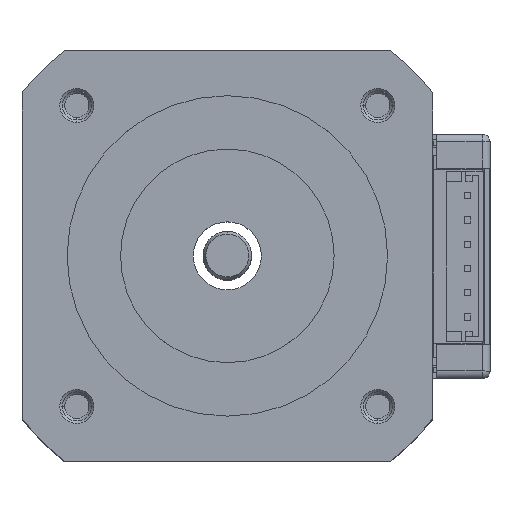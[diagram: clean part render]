
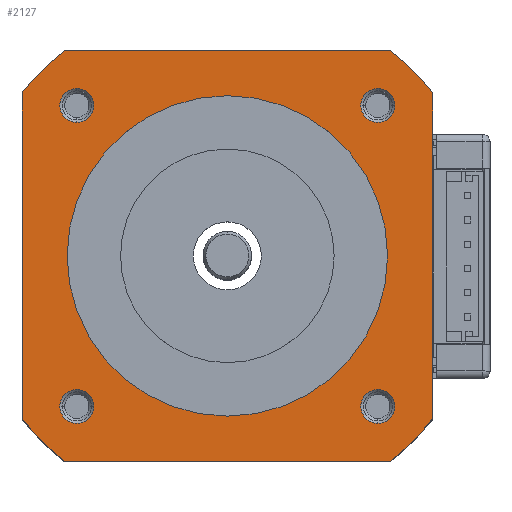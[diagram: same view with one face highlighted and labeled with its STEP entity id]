
A CAD part, top view. The second image highlights one B-rep face of the part: STEP entity #2127.
In plain terms, the highlighted face is planar.
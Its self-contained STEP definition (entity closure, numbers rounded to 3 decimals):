
#964=CARTESIAN_POINT('',(0.,0.,0.));
#965=DIRECTION('',(0.,1.,0.));
#966=DIRECTION('',(-0.622,0.,-0.783));
#967=AXIS2_PLACEMENT_3D('',#964,#965,#966);
#969=DIRECTION('',(0.,0.,1.));
#970=VECTOR('',#969,33.567);
#971=CARTESIAN_POINT('',(-21.15,0.,-16.783));
#972=LINE('',#971,#970);
#973=CARTESIAN_POINT('',(0.,0.,0.));
#974=DIRECTION('',(0.,1.,0.));
#975=DIRECTION('',(-0.783,0.,0.622));
#976=AXIS2_PLACEMENT_3D('',#973,#974,#975);
#978=DIRECTION('',(1.,0.,0.));
#979=VECTOR('',#978,33.567);
#980=CARTESIAN_POINT('',(-16.783,0.,21.15));
#981=LINE('',#980,#979);
#982=CARTESIAN_POINT('',(0.,0.,0.));
#983=DIRECTION('',(0.,1.,0.));
#984=DIRECTION('',(0.622,0.,0.783));
#985=AXIS2_PLACEMENT_3D('',#982,#983,#984);
#987=DIRECTION('',(0.,0.,-1.));
#988=VECTOR('',#987,33.567);
#989=CARTESIAN_POINT('',(21.15,0.,16.783));
#990=LINE('',#989,#988);
#991=CARTESIAN_POINT('',(0.,0.,0.));
#992=DIRECTION('',(0.,1.,0.));
#993=DIRECTION('',(0.783,0.,-0.622));
#994=AXIS2_PLACEMENT_3D('',#991,#992,#993);
#996=DIRECTION('',(-1.,0.,0.));
#997=VECTOR('',#996,33.567);
#998=CARTESIAN_POINT('',(16.783,0.,-21.15));
#999=LINE('',#998,#997);
#1000=CARTESIAN_POINT('',(0.,0.,0.));
#1001=DIRECTION('',(0.,1.,0.));
#1002=DIRECTION('',(0.,0.,1.));
#1003=AXIS2_PLACEMENT_3D('',#1000,#1001,#1002);
#1005=CARTESIAN_POINT('',(0.,0.,0.));
#1006=DIRECTION('',(0.,1.,0.));
#1007=DIRECTION('',(0.,0.,-1.));
#1008=AXIS2_PLACEMENT_3D('',#1005,#1006,#1007);
#1010=CARTESIAN_POINT('',(-15.5,0.,-15.5));
#1011=DIRECTION('',(0.,-1.,0.));
#1012=DIRECTION('',(1.,0.,0.));
#1013=AXIS2_PLACEMENT_3D('',#1010,#1011,#1012);
#1015=CARTESIAN_POINT('',(-15.5,0.,-15.5));
#1016=DIRECTION('',(0.,-1.,0.));
#1017=DIRECTION('',(-1.,0.,0.));
#1018=AXIS2_PLACEMENT_3D('',#1015,#1016,#1017);
#1020=CARTESIAN_POINT('',(-15.5,0.,15.5));
#1021=DIRECTION('',(0.,-1.,0.));
#1022=DIRECTION('',(0.,0.,-1.));
#1023=AXIS2_PLACEMENT_3D('',#1020,#1021,#1022);
#1025=CARTESIAN_POINT('',(-15.5,0.,15.5));
#1026=DIRECTION('',(0.,-1.,0.));
#1027=DIRECTION('',(0.,0.,1.));
#1028=AXIS2_PLACEMENT_3D('',#1025,#1026,#1027);
#1030=CARTESIAN_POINT('',(15.5,0.,15.5));
#1031=DIRECTION('',(0.,-1.,0.));
#1032=DIRECTION('',(-1.,0.,0.));
#1033=AXIS2_PLACEMENT_3D('',#1030,#1031,#1032);
#1035=CARTESIAN_POINT('',(15.5,0.,15.5));
#1036=DIRECTION('',(0.,-1.,0.));
#1037=DIRECTION('',(1.,0.,0.));
#1038=AXIS2_PLACEMENT_3D('',#1035,#1036,#1037);
#1040=CARTESIAN_POINT('',(15.5,0.,-15.5));
#1041=DIRECTION('',(0.,-1.,0.));
#1042=DIRECTION('',(0.,0.,1.));
#1043=AXIS2_PLACEMENT_3D('',#1040,#1041,#1042);
#1045=CARTESIAN_POINT('',(15.5,0.,-15.5));
#1046=DIRECTION('',(0.,-1.,0.));
#1047=DIRECTION('',(0.,0.,-1.));
#1048=AXIS2_PLACEMENT_3D('',#1045,#1046,#1047);
#1818=CARTESIAN_POINT('',(-16.783,0.,-21.15));
#1819=CARTESIAN_POINT('',(-21.15,0.,-16.783));
#1820=VERTEX_POINT('',#1818);
#1821=VERTEX_POINT('',#1819);
#1822=CARTESIAN_POINT('',(-21.15,0.,16.783));
#1823=VERTEX_POINT('',#1822);
#1824=CARTESIAN_POINT('',(-16.783,0.,21.15));
#1825=VERTEX_POINT('',#1824);
#1826=CARTESIAN_POINT('',(16.783,0.,21.15));
#1827=VERTEX_POINT('',#1826);
#1828=CARTESIAN_POINT('',(21.15,0.,16.783));
#1829=VERTEX_POINT('',#1828);
#1830=CARTESIAN_POINT('',(21.15,0.,-16.783));
#1831=VERTEX_POINT('',#1830);
#1832=CARTESIAN_POINT('',(16.783,0.,-21.15));
#1833=VERTEX_POINT('',#1832);
#1950=CARTESIAN_POINT('',(0.,0.,16.5));
#1951=CARTESIAN_POINT('',(0.,0.,-16.5));
#1952=VERTEX_POINT('',#1950);
#1953=VERTEX_POINT('',#1951);
#1978=CARTESIAN_POINT('',(-13.75,0.,-15.5));
#1979=CARTESIAN_POINT('',(-17.25,0.,-15.5));
#1980=VERTEX_POINT('',#1978);
#1981=VERTEX_POINT('',#1979);
#2002=CARTESIAN_POINT('',(-15.5,0.,13.75));
#2003=CARTESIAN_POINT('',(-15.5,0.,17.25));
#2004=VERTEX_POINT('',#2002);
#2005=VERTEX_POINT('',#2003);
#2026=CARTESIAN_POINT('',(13.75,0.,15.5));
#2027=CARTESIAN_POINT('',(17.25,0.,15.5));
#2028=VERTEX_POINT('',#2026);
#2029=VERTEX_POINT('',#2027);
#2050=CARTESIAN_POINT('',(15.5,0.,-13.75));
#2051=CARTESIAN_POINT('',(15.5,0.,-17.25));
#2052=VERTEX_POINT('',#2050);
#2053=VERTEX_POINT('',#2051);
#2074=CARTESIAN_POINT('',(0.,0.,0.));
#2075=DIRECTION('',(0.,1.,0.));
#2076=DIRECTION('',(1.,0.,0.));
#2077=AXIS2_PLACEMENT_3D('',#2074,#2075,#2076);
#2078=PLANE('',#2077);
#2080=ORIENTED_EDGE('',*,*,#2079,.T.);
#2082=ORIENTED_EDGE('',*,*,#2081,.T.);
#2084=ORIENTED_EDGE('',*,*,#2083,.T.);
#2086=ORIENTED_EDGE('',*,*,#2085,.T.);
#2088=ORIENTED_EDGE('',*,*,#2087,.T.);
#2090=ORIENTED_EDGE('',*,*,#2089,.T.);
#2092=ORIENTED_EDGE('',*,*,#2091,.T.);
#2094=ORIENTED_EDGE('',*,*,#2093,.T.);
#2095=EDGE_LOOP('',(#2080,#2082,#2084,#2086,#2088,#2090,#2092,#2094));
#2096=FACE_OUTER_BOUND('',#2095,.F.);
#2098=ORIENTED_EDGE('',*,*,#2097,.F.);
#2100=ORIENTED_EDGE('',*,*,#2099,.F.);
#2101=EDGE_LOOP('',(#2098,#2100));
#2102=FACE_BOUND('',#2101,.F.);
#2104=ORIENTED_EDGE('',*,*,#2103,.T.);
#2106=ORIENTED_EDGE('',*,*,#2105,.T.);
#2107=EDGE_LOOP('',(#2104,#2106));
#2108=FACE_BOUND('',#2107,.F.);
#2110=ORIENTED_EDGE('',*,*,#2109,.T.);
#2112=ORIENTED_EDGE('',*,*,#2111,.T.);
#2113=EDGE_LOOP('',(#2110,#2112));
#2114=FACE_BOUND('',#2113,.F.);
#2116=ORIENTED_EDGE('',*,*,#2115,.T.);
#2118=ORIENTED_EDGE('',*,*,#2117,.T.);
#2119=EDGE_LOOP('',(#2116,#2118));
#2120=FACE_BOUND('',#2119,.F.);
#2122=ORIENTED_EDGE('',*,*,#2121,.T.);
#2124=ORIENTED_EDGE('',*,*,#2123,.T.);
#2125=EDGE_LOOP('',(#2122,#2124));
#2126=FACE_BOUND('',#2125,.F.);
#2127=ADVANCED_FACE('',(#2096,#2102,#2108,#2114,#2120,#2126),#2078,.F.);
#968=CIRCLE('',#967,27.);
#977=CIRCLE('',#976,27.);
#986=CIRCLE('',#985,27.);
#995=CIRCLE('',#994,27.);
#1004=CIRCLE('',#1003,16.5);
#1009=CIRCLE('',#1008,16.5);
#1014=CIRCLE('',#1013,1.75);
#1019=CIRCLE('',#1018,1.75);
#1024=CIRCLE('',#1023,1.75);
#1029=CIRCLE('',#1028,1.75);
#1034=CIRCLE('',#1033,1.75);
#1039=CIRCLE('',#1038,1.75);
#1044=CIRCLE('',#1043,1.75);
#1049=CIRCLE('',#1048,1.75);
#2079=EDGE_CURVE('',#1820,#1821,#968,.T.);
#2081=EDGE_CURVE('',#1821,#1823,#972,.T.);
#2083=EDGE_CURVE('',#1823,#1825,#977,.T.);
#2085=EDGE_CURVE('',#1825,#1827,#981,.T.);
#2087=EDGE_CURVE('',#1827,#1829,#986,.T.);
#2089=EDGE_CURVE('',#1829,#1831,#990,.T.);
#2091=EDGE_CURVE('',#1831,#1833,#995,.T.);
#2093=EDGE_CURVE('',#1833,#1820,#999,.T.);
#2097=EDGE_CURVE('',#1952,#1953,#1004,.T.);
#2099=EDGE_CURVE('',#1953,#1952,#1009,.T.);
#2103=EDGE_CURVE('',#1980,#1981,#1014,.T.);
#2105=EDGE_CURVE('',#1981,#1980,#1019,.T.);
#2109=EDGE_CURVE('',#2004,#2005,#1024,.T.);
#2111=EDGE_CURVE('',#2005,#2004,#1029,.T.);
#2115=EDGE_CURVE('',#2028,#2029,#1034,.T.);
#2117=EDGE_CURVE('',#2029,#2028,#1039,.T.);
#2121=EDGE_CURVE('',#2052,#2053,#1044,.T.);
#2123=EDGE_CURVE('',#2053,#2052,#1049,.T.);
